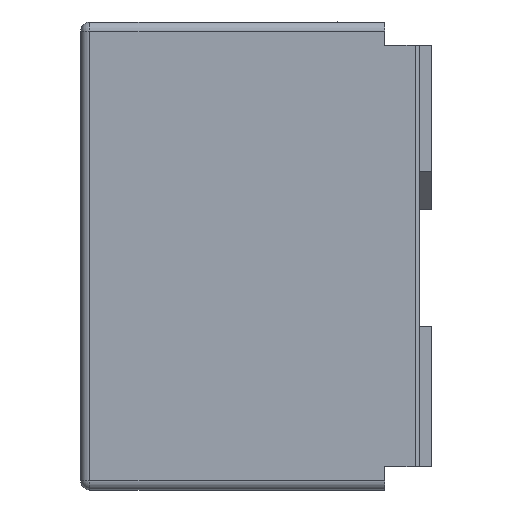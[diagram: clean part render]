
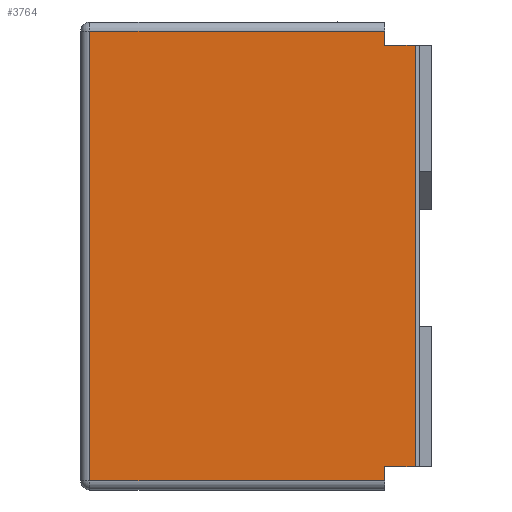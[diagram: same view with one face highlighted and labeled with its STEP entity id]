
A CAD part, left-side view. The second image highlights one B-rep face of the part: STEP entity #3764.
In plain terms, the highlighted planar face has unit normal (-1, 0, 0).
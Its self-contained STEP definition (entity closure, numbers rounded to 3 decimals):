
#75 = LINE ( 'NONE', #2596, #2056 ) ;
#190 = ORIENTED_EDGE ( 'NONE', *, *, #2550, .T. ) ;
#218 = CARTESIAN_POINT ( 'NONE',  ( -1.25, 0.035, 0.45 ) ) ;
#341 = EDGE_CURVE ( 'NONE', #861, #3419, #2511, .T. ) ;
#355 = ORIENTED_EDGE ( 'NONE', *, *, #1959, .F. ) ;
#454 = DIRECTION ( 'NONE',  ( 0., -1., 0. ) ) ;
#482 = VECTOR ( 'NONE', #3501, 1000. ) ;
#550 = CARTESIAN_POINT ( 'NONE',  ( -1.25, 0.1, 0.45 ) ) ;
#615 = ORIENTED_EDGE ( 'NONE', *, *, #2246, .F. ) ;
#621 = LINE ( 'NONE', #3632, #4903 ) ;
#661 = DIRECTION ( 'NONE',  ( 0., -1., 0. ) ) ;
#740 = DIRECTION ( 'NONE',  ( 0., 0., -1. ) ) ;
#861 = VERTEX_POINT ( 'NONE', #1043 ) ;
#904 = VERTEX_POINT ( 'NONE', #3044 ) ;
#1043 = CARTESIAN_POINT ( 'NONE',  ( -1.25, 0.73, 0.48 ) ) ;
#1135 = VECTOR ( 'NONE', #3067, 1000. ) ;
#1174 = VECTOR ( 'NONE', #2695, 1000. ) ;
#1239 = ORIENTED_EDGE ( 'NONE', *, *, #2947, .T. ) ;
#1306 = VERTEX_POINT ( 'NONE', #550 ) ;
#1456 = VERTEX_POINT ( 'NONE', #2341 ) ;
#1495 = CARTESIAN_POINT ( 'NONE',  ( -1.25, 0.1, 0.5 ) ) ;
#1753 = ORIENTED_EDGE ( 'NONE', *, *, #4042, .T. ) ;
#1874 = CARTESIAN_POINT ( 'NONE',  ( -1.25, 0.75, -0.5 ) ) ;
#1912 = FACE_OUTER_BOUND ( 'NONE', #4896, .T. ) ;
#1917 = CARTESIAN_POINT ( 'NONE',  ( -1.25, 0.1, 0.45 ) ) ;
#1959 = EDGE_CURVE ( 'NONE', #1306, #2877, #2239, .T. ) ;
#1966 = DIRECTION ( 'NONE',  ( 0., -1., 0. ) ) ;
#1979 = DIRECTION ( 'NONE',  ( 0., 1., 0. ) ) ;
#2056 = VECTOR ( 'NONE', #661, 1000. ) ;
#2239 = LINE ( 'NONE', #1917, #3967 ) ;
#2246 = EDGE_CURVE ( 'NONE', #1456, #904, #4215, .T. ) ;
#2290 = CARTESIAN_POINT ( 'NONE',  ( -1.25, 0.73, -0.5 ) ) ;
#2291 = DIRECTION ( 'NONE',  ( 1., 0., 0. ) ) ;
#2341 = CARTESIAN_POINT ( 'NONE',  ( -1.25, 0.1, -0.45 ) ) ;
#2353 = LINE ( 'NONE', #4214, #1135 ) ;
#2511 = LINE ( 'NONE', #2290, #482 ) ;
#2550 = EDGE_CURVE ( 'NONE', #5017, #861, #2975, .T. ) ;
#2596 = CARTESIAN_POINT ( 'NONE',  ( -1.25, 0.75, -0.48 ) ) ;
#2695 = DIRECTION ( 'NONE',  ( 0., 0., -1. ) ) ;
#2778 = CARTESIAN_POINT ( 'NONE',  ( -1.25, 0.75, 0.48 ) ) ;
#2804 = CARTESIAN_POINT ( 'NONE',  ( -1.25, 0.73, -0.48 ) ) ;
#2877 = VERTEX_POINT ( 'NONE', #218 ) ;
#2947 = EDGE_CURVE ( 'NONE', #3419, #904, #75, .T. ) ;
#2971 = CARTESIAN_POINT ( 'NONE',  ( -1.25, 0.035, -0.45 ) ) ;
#2975 = LINE ( 'NONE', #2778, #4965 ) ;
#3044 = CARTESIAN_POINT ( 'NONE',  ( -1.25, 0.1, -0.48 ) ) ;
#3067 = DIRECTION ( 'NONE',  ( 0., 0., 1. ) ) ;
#3120 = PLANE ( 'NONE',  #4164 ) ;
#3156 = EDGE_CURVE ( 'NONE', #4678, #2877, #2353, .T. ) ;
#3361 = ORIENTED_EDGE ( 'NONE', *, *, #4893, .F. ) ;
#3419 = VERTEX_POINT ( 'NONE', #2804 ) ;
#3499 = ORIENTED_EDGE ( 'NONE', *, *, #3156, .T. ) ;
#3501 = DIRECTION ( 'NONE',  ( 0., 0., -1. ) ) ;
#3504 = LINE ( 'NONE', #1495, #1174 ) ;
#3632 = CARTESIAN_POINT ( 'NONE',  ( -1.25, 0.1, -0.45 ) ) ;
#3764 = ADVANCED_FACE ( 'NONE', ( #1912 ), #3120, .F. ) ;
#3935 = ORIENTED_EDGE ( 'NONE', *, *, #341, .T. ) ;
#3967 = VECTOR ( 'NONE', #1966, 1000. ) ;
#4019 = DIRECTION ( 'NONE',  ( 0., 0., -1. ) ) ;
#4042 = EDGE_CURVE ( 'NONE', #1456, #4678, #621, .T. ) ;
#4164 = AXIS2_PLACEMENT_3D ( 'NONE', #1874, #2291, #740 ) ;
#4214 = CARTESIAN_POINT ( 'NONE',  ( -1.25, 0.035, -0.5 ) ) ;
#4215 = LINE ( 'NONE', #4804, #4856 ) ;
#4336 = CARTESIAN_POINT ( 'NONE',  ( -1.25, 0.1, 0.48 ) ) ;
#4678 = VERTEX_POINT ( 'NONE', #2971 ) ;
#4804 = CARTESIAN_POINT ( 'NONE',  ( -1.25, 0.1, -0.45 ) ) ;
#4856 = VECTOR ( 'NONE', #4019, 1000. ) ;
#4893 = EDGE_CURVE ( 'NONE', #5017, #1306, #3504, .T. ) ;
#4896 = EDGE_LOOP ( 'NONE', ( #1753, #3499, #355, #3361, #190, #3935, #1239, #615 ) ) ;
#4903 = VECTOR ( 'NONE', #454, 1000. ) ;
#4965 = VECTOR ( 'NONE', #1979, 1000. ) ;
#5017 = VERTEX_POINT ( 'NONE', #4336 ) ;
